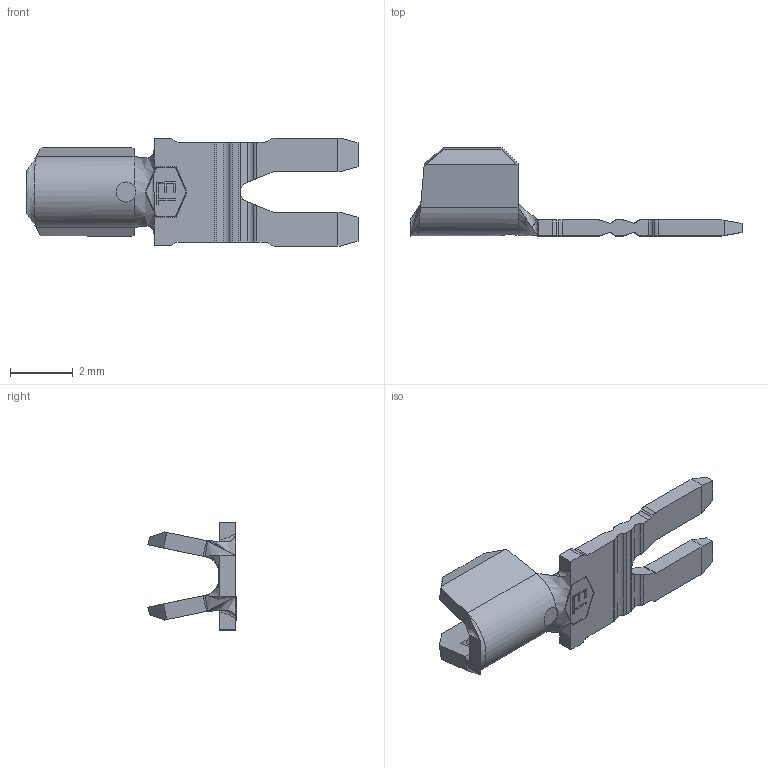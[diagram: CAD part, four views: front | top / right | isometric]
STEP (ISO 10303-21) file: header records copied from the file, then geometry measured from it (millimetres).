
FILE_DESCRIPTION (( 'STEP AP203' ), '1' );
FILE_NAME ('11814.STEP', '2015-01-20T18:00:56', ( '' ), ( '' ), 'SwSTEP 2.0', 'SolidWorks 2014', '' );
FILE_SCHEMA (( 'CONFIG_CONTROL_DESIGN' ));
Length unit declared in the file: inch
Products named in the file (1): 11814
Bounding box: 10.54 x 2.79 x 3.43 mm (x, y, z)
Volume: 17.6 mm3; surface area: 94.8 mm2
Topology: 1 solids, 1 shells, 176 faces, 477 edges, 306 vertices
Faces by surface type: plane 118, cylinder 37, bspline 15, cone 6
Entity records: 5886 total; most frequent: CARTESIAN_POINT 1501, ORIENTED_EDGE 954, DIRECTION 814, EDGE_CURVE 477, VECTOR 368, LINE 368, VERTEX_POINT 306, AXIS2_PLACEMENT_3D 223
